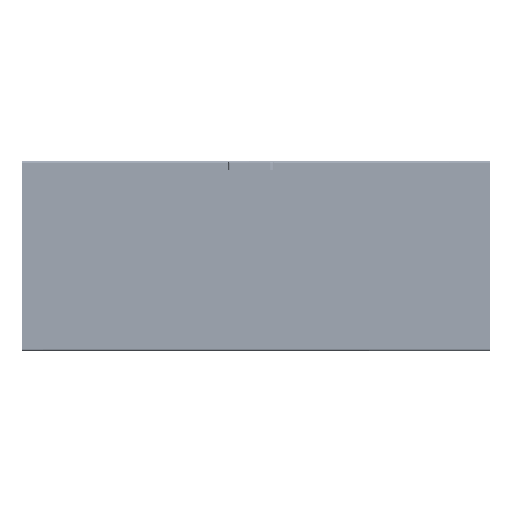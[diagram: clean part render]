
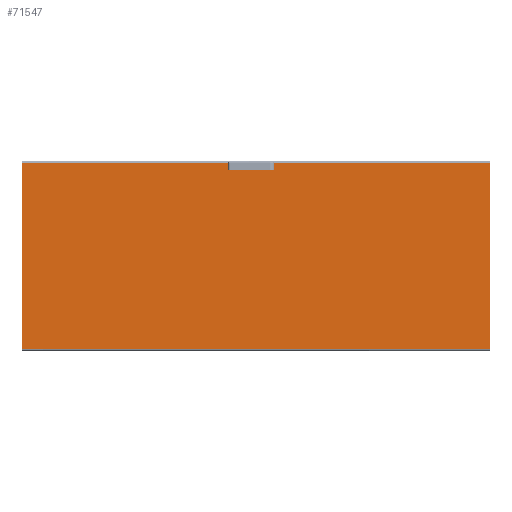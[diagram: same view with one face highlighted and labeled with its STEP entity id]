
A CAD part, top view. The second image highlights one B-rep face of the part: STEP entity #71547.
In plain terms, the highlighted planar face has unit normal (0, 0, 1).
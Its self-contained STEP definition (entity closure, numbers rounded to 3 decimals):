
#23437 = AXIS2_PLACEMENT_3D ( 'NONE', #39221, #39217, #39214 ) ;
#23438 = AXIS2_PLACEMENT_3D ( 'NONE', #39202, #39197, #39195 ) ;
#23439 = AXIS2_PLACEMENT_3D ( 'NONE', #39291, #39251, #39248 ) ;
#23440 = AXIS2_PLACEMENT_3D ( 'NONE', #39326, #39270, #39267 ) ;
#23441 = AXIS2_PLACEMENT_3D ( 'NONE', #39338, #39287, #39284 ) ;
#23443 = AXIS2_PLACEMENT_3D ( 'NONE', #39247, #39242, #39240 ) ;
#23473 = AXIS2_PLACEMENT_3D ( 'NONE', #39883, #39880, #39877 ) ;
#24953 = EDGE_CURVE ( 'NONE', #40467, #41125, #58634, .T. ) ;
#25083 = EDGE_CURVE ( 'NONE', #40452, #41213, #58543, .T. ) ;
#25090 = EDGE_CURVE ( 'NONE', #40342, #40452, #58540, .T. ) ;
#25093 = EDGE_CURVE ( 'NONE', #41164, #40733, #58535, .T. ) ;
#25095 = EDGE_CURVE ( 'NONE', #41050, #41164, #58533, .T. ) ;
#25098 = EDGE_CURVE ( 'NONE', #41050, #40876, #58530, .T. ) ;
#25100 = EDGE_CURVE ( 'NONE', #40733, #40342, #58541, .T. ) ;
#25102 = EDGE_CURVE ( 'NONE', #40776, #41213, #58527, .T. ) ;
#25105 = EDGE_CURVE ( 'NONE', #41125, #40776, #58549, .T. ) ;
#25107 = EDGE_CURVE ( 'NONE', #41216, #41140, #58525, .T. ) ;
#25110 = EDGE_CURVE ( 'NONE', #41124, #40467, #58523, .T. ) ;
#25112 = EDGE_CURVE ( 'NONE', #40989, #41216, #58524, .T. ) ;
#25114 = EDGE_CURVE ( 'NONE', #41140, #41124, #58528, .T. ) ;
#25117 = EDGE_CURVE ( 'NONE', #40730, #40989, #58519, .T. ) ;
#25119 = EDGE_CURVE ( 'NONE', #40409, #40730, #58520, .T. ) ;
#25124 = EDGE_CURVE ( 'NONE', #40760, #40409, #58515, .T. ) ;
#25128 = EDGE_CURVE ( 'NONE', #40876, #40760, #58516, .T. ) ;
#28144 = CARTESIAN_POINT ( 'NONE',  ( 14.338, 371., 2. ) ) ;
#28152 = CARTESIAN_POINT ( 'NONE',  ( 29.5, 387.5, 2. ) ) ;
#28531 = CARTESIAN_POINT ( 'NONE',  ( -975.49, 387.5, 2. ) ) ;
#28645 = CARTESIAN_POINT ( 'NONE',  ( 37.662, 371., 2. ) ) ;
#28691 = CARTESIAN_POINT ( 'NONE',  ( 54.3, 380., 2. ) ) ;
#28698 = CARTESIAN_POINT ( 'NONE',  ( 54.3, 371., 2. ) ) ;
#30985 = CARTESIAN_POINT ( 'NONE',  ( -29.5, 387.5, 2. ) ) ;
#31051 = CARTESIAN_POINT ( 'NONE',  ( -14.338, 371., 2. ) ) ;
#31139 = CARTESIAN_POINT ( 'NONE',  ( -37.662, 380., 2. ) ) ;
#31188 = CARTESIAN_POINT ( 'NONE',  ( 37.662, 380., 2. ) ) ;
#31196 = CARTESIAN_POINT ( 'NONE',  ( -54.3, 380., 2. ) ) ;
#31212 = CARTESIAN_POINT ( 'NONE',  ( -975.49, -387.5, 2. ) ) ;
#31215 = CARTESIAN_POINT ( 'NONE',  ( -37.662, 371., 2. ) ) ;
#31366 = CARTESIAN_POINT ( 'NONE',  ( 58.8, 375.5, 2. ) ) ;
#31372 = CARTESIAN_POINT ( 'NONE',  ( 975.49, 387.5, 2. ) ) ;
#31386 = CARTESIAN_POINT ( 'NONE',  ( -54.3, 371., 2. ) ) ;
#31415 = CARTESIAN_POINT ( 'NONE',  ( 975.49, -387.5, 2. ) ) ;
#39187 = DIRECTION ( 'NONE',  ( -1., 0., 0. ) ) ;
#39195 = DIRECTION ( 'NONE',  ( 1., 0., 0. ) ) ;
#39197 = DIRECTION ( 'NONE',  ( 0., 0., 1. ) ) ;
#39202 = CARTESIAN_POINT ( 'NONE',  ( -54.3, 375.5, 2. ) ) ;
#39204 = DIRECTION ( 'NONE',  ( 1., 0., 0. ) ) ;
#39207 = CARTESIAN_POINT ( 'NONE',  ( -37.662, 380., 2. ) ) ;
#39214 = DIRECTION ( 'NONE',  ( 1., 0., 0. ) ) ;
#39217 = DIRECTION ( 'NONE',  ( 0., 0., 1. ) ) ;
#39221 = CARTESIAN_POINT ( 'NONE',  ( -26., 375.5, 2. ) ) ;
#39223 = DIRECTION ( 'NONE',  ( 1., 0., 0. ) ) ;
#39225 = CARTESIAN_POINT ( 'NONE',  ( -37.662, 371., 2. ) ) ;
#39234 = DIRECTION ( 'NONE',  ( 1., 0., 0. ) ) ;
#39237 = CARTESIAN_POINT ( 'NONE',  ( 37.662, 371., 2. ) ) ;
#39240 = DIRECTION ( 'NONE',  ( -1., 0., 0. ) ) ;
#39242 = DIRECTION ( 'NONE',  ( 0., 0., 1. ) ) ;
#39247 = CARTESIAN_POINT ( 'NONE',  ( 54.3, 375.5, 2. ) ) ;
#39248 = DIRECTION ( 'NONE',  ( -1., 0., 0. ) ) ;
#39251 = DIRECTION ( 'NONE',  ( 0., 0., 1. ) ) ;
#39253 = CARTESIAN_POINT ( 'NONE',  ( -14.338, 371., 2. ) ) ;
#39258 = DIRECTION ( 'NONE',  ( -1., 0., 0. ) ) ;
#39261 = CARTESIAN_POINT ( 'NONE',  ( 37.662, 380., 2. ) ) ;
#39267 = DIRECTION ( 'NONE',  ( -1., 0., 0. ) ) ;
#39270 = DIRECTION ( 'NONE',  ( 0., 0., 1. ) ) ;
#39277 = DIRECTION ( 'NONE',  ( 1., 0., 0. ) ) ;
#39279 = CARTESIAN_POINT ( 'NONE',  ( -975.49, -387.5, 2. ) ) ;
#39284 = DIRECTION ( 'NONE',  ( 1., 0., 0. ) ) ;
#39287 = DIRECTION ( 'NONE',  ( 0., 0., 1. ) ) ;
#39291 = CARTESIAN_POINT ( 'NONE',  ( 26., 375.5, 2. ) ) ;
#39294 = DIRECTION ( 'NONE',  ( -1., 0., 0. ) ) ;
#39297 = CARTESIAN_POINT ( 'NONE',  ( 975.49, 387.5, 2. ) ) ;
#39301 = DIRECTION ( 'NONE',  ( 0., -1., 0. ) ) ;
#39307 = CARTESIAN_POINT ( 'NONE',  ( -975.49, 395., 2. ) ) ;
#39311 = DIRECTION ( 'NONE',  ( 0., 1., 0. ) ) ;
#39314 = CARTESIAN_POINT ( 'NONE',  ( 975.49, -395., 2. ) ) ;
#39326 = CARTESIAN_POINT ( 'NONE',  ( 26., 375.5, 2. ) ) ;
#39338 = CARTESIAN_POINT ( 'NONE',  ( -26., 375.5, 2. ) ) ;
#39345 = DIRECTION ( 'NONE',  ( -1., 0., 0. ) ) ;
#39348 = CARTESIAN_POINT ( 'NONE',  ( 975.49, 387.5, 2. ) ) ;
#39877 = DIRECTION ( 'NONE',  ( -1., 0., 0. ) ) ;
#39880 = DIRECTION ( 'NONE',  ( 0., 0., 1. ) ) ;
#39883 = CARTESIAN_POINT ( 'NONE',  ( 54.3, 375.5, 2. ) ) ;
#40342 = VERTEX_POINT ( 'NONE', #31415 ) ;
#40409 = VERTEX_POINT ( 'NONE', #31386 ) ;
#40452 = VERTEX_POINT ( 'NONE', #31372 ) ;
#40467 = VERTEX_POINT ( 'NONE', #31366 ) ;
#40730 = VERTEX_POINT ( 'NONE', #31215 ) ;
#40733 = VERTEX_POINT ( 'NONE', #31212 ) ;
#40760 = VERTEX_POINT ( 'NONE', #31196 ) ;
#40776 = VERTEX_POINT ( 'NONE', #31188 ) ;
#40876 = VERTEX_POINT ( 'NONE', #31139 ) ;
#40989 = VERTEX_POINT ( 'NONE', #31051 ) ;
#41050 = VERTEX_POINT ( 'NONE', #30985 ) ;
#41124 = VERTEX_POINT ( 'NONE', #28698 ) ;
#41125 = VERTEX_POINT ( 'NONE', #28691 ) ;
#41140 = VERTEX_POINT ( 'NONE', #28645 ) ;
#41164 = VERTEX_POINT ( 'NONE', #28531 ) ;
#41213 = VERTEX_POINT ( 'NONE', #28152 ) ;
#41216 = VERTEX_POINT ( 'NONE', #28144 ) ;
#50623 = PLANE ( 'NONE',  #85044 ) ;
#50741 = CARTESIAN_POINT ( 'NONE',  ( -975.5, -395., 2. ) ) ;
#50811 = DIRECTION ( 'NONE',  ( 0., 0., 1. ) ) ;
#50812 = DIRECTION ( 'NONE',  ( 1., 0., 0. ) ) ;
#58515 = CIRCLE ( 'NONE', #23438, 4.5 ) ;
#58516 = LINE ( 'NONE', #39207, #58529 ) ;
#58519 = CIRCLE ( 'NONE', #23437, 12.5 ) ;
#58520 = LINE ( 'NONE', #39225, #58521 ) ;
#58521 = VECTOR ( 'NONE', #39204, 1000. ) ;
#58522 = VECTOR ( 'NONE', #39223, 1000. ) ;
#58523 = CIRCLE ( 'NONE', #23443, 4.5 ) ;
#58524 = LINE ( 'NONE', #39253, #58526 ) ;
#58525 = CIRCLE ( 'NONE', #23439, 12.5 ) ;
#58526 = VECTOR ( 'NONE', #39234, 1000. ) ;
#58527 = CIRCLE ( 'NONE', #23440, 12.5 ) ;
#58528 = LINE ( 'NONE', #39237, #58522 ) ;
#58529 = VECTOR ( 'NONE', #39187, 1000. ) ;
#58530 = CIRCLE ( 'NONE', #23441, 12.5 ) ;
#58531 = VECTOR ( 'NONE', #39258, 1000. ) ;
#58532 = VECTOR ( 'NONE', #39294, 1000. ) ;
#58533 = LINE ( 'NONE', #39297, #58532 ) ;
#58534 = VECTOR ( 'NONE', #39301, 1000. ) ;
#58535 = LINE ( 'NONE', #39307, #58534 ) ;
#58537 = VECTOR ( 'NONE', #39277, 1000. ) ;
#58539 = VECTOR ( 'NONE', #39311, 1000. ) ;
#58540 = LINE ( 'NONE', #39314, #58539 ) ;
#58541 = LINE ( 'NONE', #39279, #58537 ) ;
#58542 = VECTOR ( 'NONE', #39345, 1000. ) ;
#58543 = LINE ( 'NONE', #39348, #58542 ) ;
#58549 = LINE ( 'NONE', #39261, #58531 ) ;
#58634 = CIRCLE ( 'NONE', #23473, 4.5 ) ;
#61566 = ORIENTED_EDGE ( 'NONE', *, *, #25098, .F. ) ;
#61567 = ORIENTED_EDGE ( 'NONE', *, *, #25095, .T. ) ;
#61568 = ORIENTED_EDGE ( 'NONE', *, *, #25093, .T. ) ;
#61569 = ORIENTED_EDGE ( 'NONE', *, *, #25100, .T. ) ;
#61570 = ORIENTED_EDGE ( 'NONE', *, *, #25090, .T. ) ;
#61571 = ORIENTED_EDGE ( 'NONE', *, *, #25083, .T. ) ;
#61572 = ORIENTED_EDGE ( 'NONE', *, *, #25102, .F. ) ;
#61573 = ORIENTED_EDGE ( 'NONE', *, *, #25105, .F. ) ;
#61574 = ORIENTED_EDGE ( 'NONE', *, *, #24953, .F. ) ;
#61575 = ORIENTED_EDGE ( 'NONE', *, *, #25110, .F. ) ;
#61576 = ORIENTED_EDGE ( 'NONE', *, *, #25114, .F. ) ;
#61577 = ORIENTED_EDGE ( 'NONE', *, *, #25107, .F. ) ;
#61578 = ORIENTED_EDGE ( 'NONE', *, *, #25112, .F. ) ;
#61579 = ORIENTED_EDGE ( 'NONE', *, *, #25117, .F. ) ;
#61580 = ORIENTED_EDGE ( 'NONE', *, *, #25119, .F. ) ;
#61581 = ORIENTED_EDGE ( 'NONE', *, *, #25124, .F. ) ;
#61582 = ORIENTED_EDGE ( 'NONE', *, *, #25128, .F. ) ;
#64215 = EDGE_LOOP ( 'NONE', ( #61566, #61567, #61568, #61569, #61570, #61571, #61572, #61573, #61574, #61575, #61576, #61577, #61578, #61579, #61580, #61581, #61582 ) ) ;
#71547 = ADVANCED_FACE ( 'NONE', ( #86390 ), #50623, .T. ) ;
#85044 = AXIS2_PLACEMENT_3D ( 'NONE', #50741, #50811, #50812 ) ;
#86390 = FACE_OUTER_BOUND ( 'NONE', #64215, .T. ) ;
